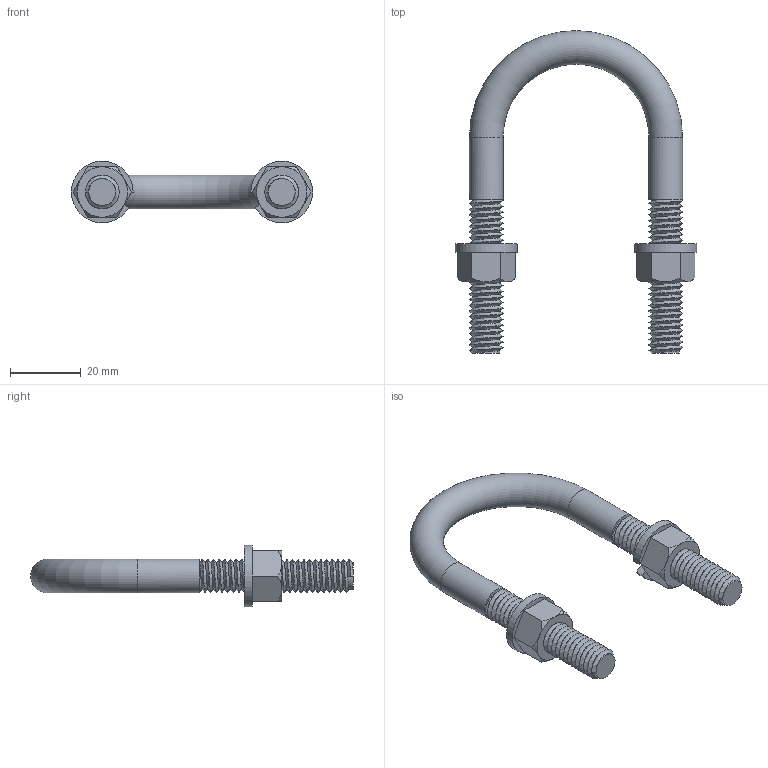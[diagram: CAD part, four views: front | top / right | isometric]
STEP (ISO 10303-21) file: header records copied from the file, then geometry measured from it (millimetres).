
FILE_DESCRIPTION(/* description */ ('1" MOUNTING U-BOLT ASSEMBLY'),/* implementation_level */ '2;1');
FILE_NAME(/* name */ 'UB100.stp',/* time_stamp */ '2019-04-08T15:26:02-04:00',/* author */ ('MJC'),/* organization */ (''),/* preprocessor_version */ 'ST-DEVELOPER v17',/* originating_system */ 'Autodesk Inventor 2019',/* authorisation */ '');
FILE_SCHEMA (('AUTOMOTIVE_DESIGN { 1 0 10303 214 3 1 1 }'));
Length unit declared in the file: inch
Products named in the file (4): UB100; U101; V20018; V20019
Assembly tree (5 placements, depth 2):
  UB100
    U101
    V20018  x2
    V20019  x2
Bounding box: 68.26 x 91.38 x 17.46 mm (x, y, z)
Volume: 15920.2 mm3; surface area: 10399.3 mm2
Topology: 7 solids, 7 shells, 201 faces, 466 edges, 275 vertices
Faces by surface type: cylinder 102, cone 62, plane 32, bspline 4, torus 1
Full cylindrical faces by diameter (mm): 7.633 x52, 9.525 x2
Entity records: 9011 total; most frequent: CARTESIAN_POINT 5923, ORIENTED_EDGE 656, DIRECTION 551, EDGE_CURVE 328, AXIS2_PLACEMENT_3D 212, VERTEX_POINT 200, EDGE_LOOP 136, FACE_OUTER_BOUND 134
